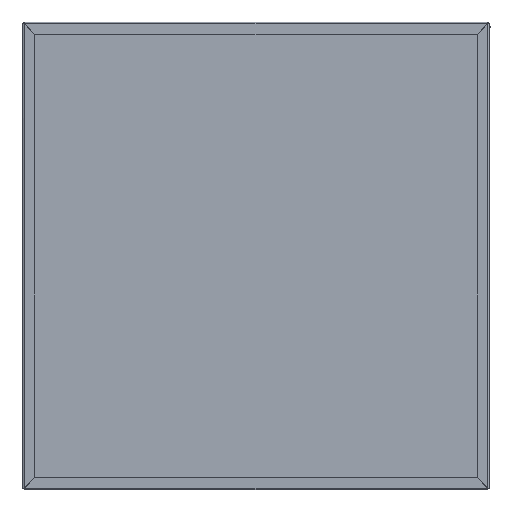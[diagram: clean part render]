
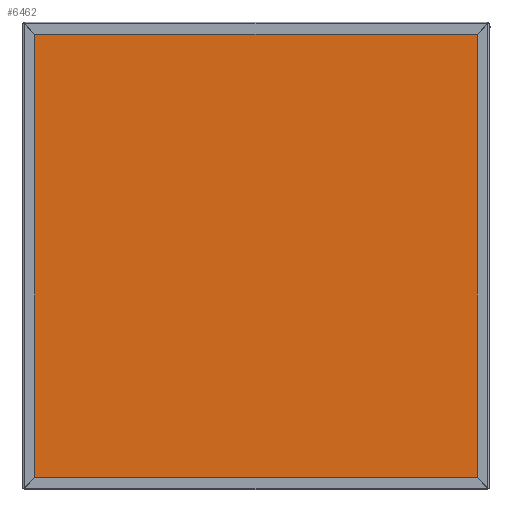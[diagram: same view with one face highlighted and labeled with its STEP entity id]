
A CAD part, top view. The second image highlights one B-rep face of the part: STEP entity #6462.
In plain terms, the highlighted planar face has unit normal (0, 0, 1).
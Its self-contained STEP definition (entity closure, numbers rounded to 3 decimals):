
#6462=ADVANCED_FACE('',(#9227),#9229,.T.);
#9227=FACE_BOUND('',#9228,.T.);
#9228=EDGE_LOOP('',(#11239,#11240,#11241,#11242));
#9229=PLANE('',#9230);
#9230=AXIS2_PLACEMENT_3D('',#9231,#9232,#9233);
#9231=CARTESIAN_POINT('',(2639.391,2011.174,2.));
#9232=DIRECTION('',(0.,0.,1.));
#9233=DIRECTION('',(1.,0.,0.));
#11239=ORIENTED_EDGE('',*,*,#12328,.T.);
#11240=ORIENTED_EDGE('',*,*,#12325,.T.);
#11241=ORIENTED_EDGE('',*,*,#12322,.T.);
#11242=ORIENTED_EDGE('',*,*,#12319,.T.);
#12319=EDGE_CURVE('',#13551,#13549,#13552,.T.);
#12322=EDGE_CURVE('',#13556,#13551,#13557,.T.);
#12325=EDGE_CURVE('',#13561,#13556,#13562,.T.);
#12328=EDGE_CURVE('',#13549,#13561,#13565,.T.);
#13549=VERTEX_POINT('',#17301);
#13551=VERTEX_POINT('',#17305);
#13552=LINE('',#17306,#17307);
#13556=VERTEX_POINT('',#17316);
#13557=LINE('',#17317,#17318);
#13561=VERTEX_POINT('',#17327);
#13562=LINE('',#17328,#17329);
#13565=LINE('',#17337,#17338);
#17301=CARTESIAN_POINT('',(2344.391,1716.174,2.));
#17305=CARTESIAN_POINT('',(2344.391,2306.174,2.));
#17306=CARTESIAN_POINT('',(2344.391,2306.174,2.));
#17307=VECTOR('',#17308,1.);
#17308=DIRECTION('',(0.,-1.,0.));
#17316=CARTESIAN_POINT('',(2934.391,2306.174,2.));
#17317=CARTESIAN_POINT('',(2934.391,2306.174,2.));
#17318=VECTOR('',#17319,1.);
#17319=DIRECTION('',(-1.,0.,0.));
#17327=CARTESIAN_POINT('',(2934.391,1716.174,2.));
#17328=CARTESIAN_POINT('',(2934.391,1716.174,2.));
#17329=VECTOR('',#17330,1.);
#17330=DIRECTION('',(0.,1.,0.));
#17337=CARTESIAN_POINT('',(2344.391,1716.174,2.));
#17338=VECTOR('',#17339,1.);
#17339=DIRECTION('',(1.,0.,0.));
